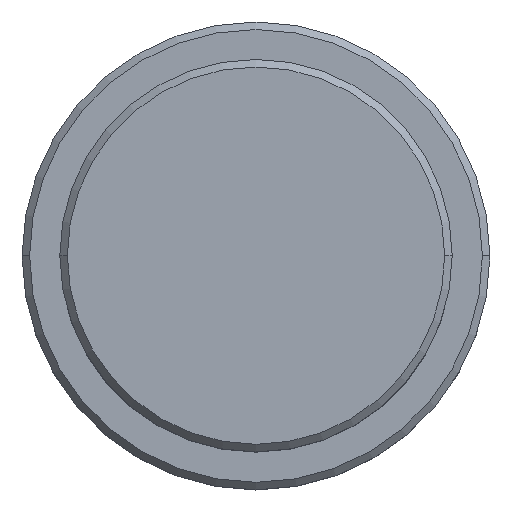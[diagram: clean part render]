
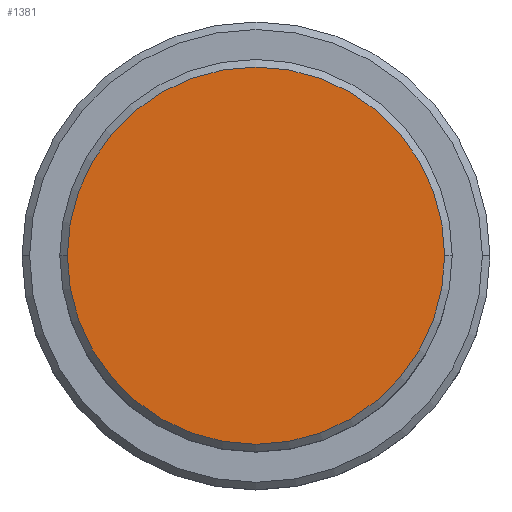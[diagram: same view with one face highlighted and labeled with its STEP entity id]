
A CAD part, top view. The second image highlights one B-rep face of the part: STEP entity #1381.
In plain terms, the highlighted planar face has unit normal (0, 0, 1).
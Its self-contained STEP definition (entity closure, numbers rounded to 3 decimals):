
#107 = DIRECTION ( 'NONE',  ( 0., 0., 1. ) ) ;
#118 = EDGE_CURVE ( 'NONE', #1142, #1251, #1387, .T. ) ;
#124 = DIRECTION ( 'NONE',  ( 1., 0., 0. ) ) ;
#134 = AXIS2_PLACEMENT_3D ( 'NONE', #897, #107, #331 ) ;
#331 = DIRECTION ( 'NONE',  ( 1., 0., 0. ) ) ;
#432 = FACE_OUTER_BOUND ( 'NONE', #1108, .T. ) ;
#448 = ORIENTED_EDGE ( 'NONE', *, *, #471, .T. ) ;
#471 = EDGE_CURVE ( 'NONE', #1251, #1142, #758, .T. ) ;
#512 = AXIS2_PLACEMENT_3D ( 'NONE', #761, #1223, #124 ) ;
#653 = CARTESIAN_POINT ( 'NONE',  ( 0., 0., 0. ) ) ;
#655 = PLANE ( 'NONE',  #134 ) ;
#752 = CARTESIAN_POINT ( 'NONE',  ( 12.5, 0., 0. ) ) ;
#758 = CIRCLE ( 'NONE', #512, 12.5 ) ;
#761 = CARTESIAN_POINT ( 'NONE',  ( 0., 0., 0. ) ) ;
#803 = ORIENTED_EDGE ( 'NONE', *, *, #118, .T. ) ;
#897 = CARTESIAN_POINT ( 'NONE',  ( 0., 0., 0. ) ) ;
#943 = AXIS2_PLACEMENT_3D ( 'NONE', #653, #1399, #1313 ) ;
#1108 = EDGE_LOOP ( 'NONE', ( #448, #803 ) ) ;
#1122 = CARTESIAN_POINT ( 'NONE',  ( -12.5, 0., 0. ) ) ;
#1142 = VERTEX_POINT ( 'NONE', #752 ) ;
#1223 = DIRECTION ( 'NONE',  ( 0., 0., 1. ) ) ;
#1251 = VERTEX_POINT ( 'NONE', #1122 ) ;
#1313 = DIRECTION ( 'NONE',  ( 1., 0., 0. ) ) ;
#1381 = ADVANCED_FACE ( 'NONE', ( #432 ), #655, .T. ) ;
#1387 = CIRCLE ( 'NONE', #943, 12.5 ) ;
#1399 = DIRECTION ( 'NONE',  ( 0., 0., 1. ) ) ;
